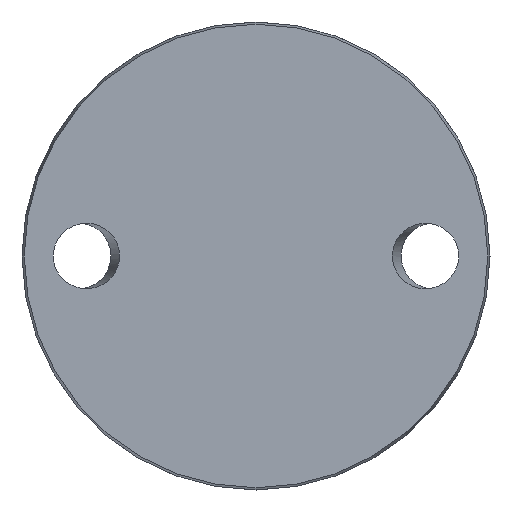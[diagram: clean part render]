
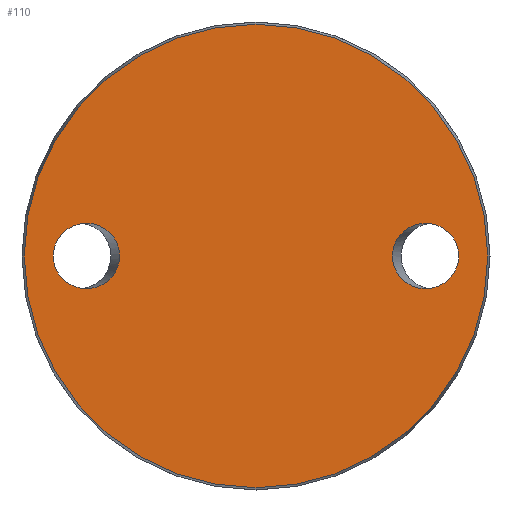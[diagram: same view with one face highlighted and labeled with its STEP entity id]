
A CAD part, front view. The second image highlights one B-rep face of the part: STEP entity #110.
In plain terms, the highlighted planar face has unit normal (0, -1, 0).
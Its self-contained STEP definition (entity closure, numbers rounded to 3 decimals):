
#20 = FACE_OUTER_BOUND ( 'NONE', #639, .T. ) ;
#24 = VERTEX_POINT ( 'NONE', #148 ) ;
#48 = DIRECTION ( 'NONE',  ( 0., 0., -1. ) ) ;
#58 = CARTESIAN_POINT ( 'NONE',  ( -34.385, 0., 0. ) ) ;
#59 = DIRECTION ( 'NONE',  ( 0., -1., 0. ) ) ;
#68 = CARTESIAN_POINT ( 'NONE',  ( -34.385, 0., 16.5 ) ) ;
#110 = ADVANCED_FACE ( 'NONE', ( #638, #783, #20 ), #176, .F. ) ;
#115 = CARTESIAN_POINT ( 'NONE',  ( 34.385, 0., 0. ) ) ;
#139 = DIRECTION ( 'NONE',  ( 0., 1., 0. ) ) ;
#146 = CARTESIAN_POINT ( 'NONE',  ( 0., 0., 0. ) ) ;
#148 = CARTESIAN_POINT ( 'NONE',  ( -51.115, 0., 0. ) ) ;
#176 = PLANE ( 'NONE',  #234 ) ;
#186 = DIRECTION ( 'NONE',  ( 0., 0., 1. ) ) ;
#194 = VERTEX_POINT ( 'NONE', #728 ) ;
#195 = EDGE_LOOP ( 'NONE', ( #683 ) ) ;
#221 = CARTESIAN_POINT ( 'NONE',  ( -51.115, 0., 0. ) ) ;
#231 = EDGE_CURVE ( 'NONE', #24, #24, #833, .T. ) ;
#234 = AXIS2_PLACEMENT_3D ( 'NONE', #482, #139, #186 ) ;
#244 =( BOUNDED_CURVE ( )  B_SPLINE_CURVE ( 3, ( #115, #508, #671, #817, #828, #890, #678 ),
 .UNSPECIFIED., .T., .T. ) 
 B_SPLINE_CURVE_WITH_KNOTS ( ( 4, 3, 4 ),
 ( 0., 3.142, 6.283 ),
 .UNSPECIFIED. ) 
 CURVE ( )  GEOMETRIC_REPRESENTATION_ITEM ( )  RATIONAL_B_SPLINE_CURVE ( ( 1., 0.333, 0.333, 1., 0.333, 0.333, 1. ) ) 
 REPRESENTATION_ITEM ( '' )  );
#255 = ORIENTED_EDGE ( 'NONE', *, *, #335, .T. ) ;
#284 = ORIENTED_EDGE ( 'NONE', *, *, #879, .F. ) ;
#335 = EDGE_CURVE ( 'NONE', #388, #388, #628, .T. ) ;
#388 = VERTEX_POINT ( 'NONE', #704 ) ;
#409 = EDGE_LOOP ( 'NONE', ( #284 ) ) ;
#482 = CARTESIAN_POINT ( 'NONE',  ( -58.425, 0., 0. ) ) ;
#508 = CARTESIAN_POINT ( 'NONE',  ( 34.385, 0., -16.5 ) ) ;
#580 = CARTESIAN_POINT ( 'NONE',  ( -51.115, 0., 0. ) ) ;
#628 = CIRCLE ( 'NONE', #675, 58.425 ) ;
#638 = FACE_BOUND ( 'NONE', #195, .T. ) ;
#639 = EDGE_LOOP ( 'NONE', ( #255 ) ) ;
#671 = CARTESIAN_POINT ( 'NONE',  ( 51.115, 0., -16.5 ) ) ;
#675 = AXIS2_PLACEMENT_3D ( 'NONE', #146, #59, #48 ) ;
#678 = CARTESIAN_POINT ( 'NONE',  ( 34.385, 0., 0. ) ) ;
#683 = ORIENTED_EDGE ( 'NONE', *, *, #231, .T. ) ;
#704 = CARTESIAN_POINT ( 'NONE',  ( 0., 0., -58.425 ) ) ;
#728 = CARTESIAN_POINT ( 'NONE',  ( 34.385, 0., 0. ) ) ;
#746 = CARTESIAN_POINT ( 'NONE',  ( -51.115, 0., 16.5 ) ) ;
#783 = FACE_BOUND ( 'NONE', #409, .T. ) ;
#817 = CARTESIAN_POINT ( 'NONE',  ( 51.115, 0., 0. ) ) ;
#828 = CARTESIAN_POINT ( 'NONE',  ( 51.115, 0., 16.5 ) ) ;
#833 =( BOUNDED_CURVE ( )  B_SPLINE_CURVE ( 3, ( #580, #746, #68, #58, #917, #888, #221 ),
 .UNSPECIFIED., .T., .F. ) 
 B_SPLINE_CURVE_WITH_KNOTS ( ( 4, 3, 4 ),
 ( 0., 3.142, 6.283 ),
 .UNSPECIFIED. ) 
 CURVE ( )  GEOMETRIC_REPRESENTATION_ITEM ( )  RATIONAL_B_SPLINE_CURVE ( ( 1., 0.333, 0.333, 1., 0.333, 0.333, 1. ) ) 
 REPRESENTATION_ITEM ( '' )  );
#879 = EDGE_CURVE ( 'NONE', #194, #194, #244, .T. ) ;
#888 = CARTESIAN_POINT ( 'NONE',  ( -51.115, 0., -16.5 ) ) ;
#890 = CARTESIAN_POINT ( 'NONE',  ( 34.385, 0., 16.5 ) ) ;
#917 = CARTESIAN_POINT ( 'NONE',  ( -34.385, 0., -16.5 ) ) ;
